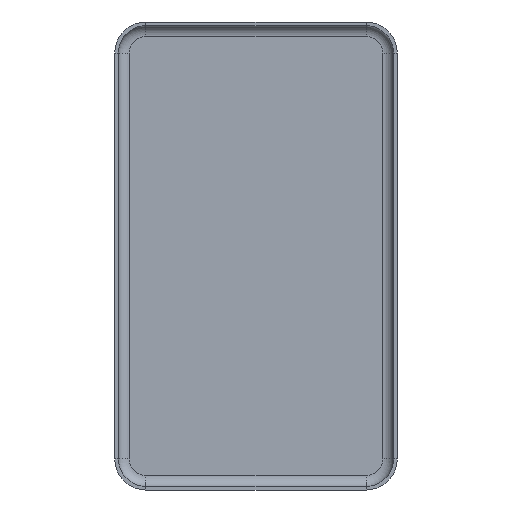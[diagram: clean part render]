
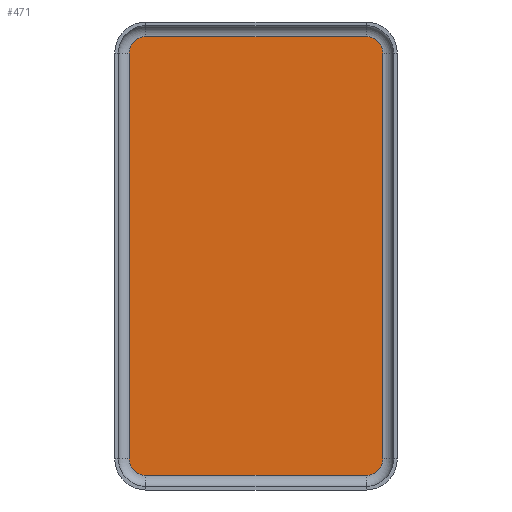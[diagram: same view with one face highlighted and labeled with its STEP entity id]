
A CAD part, front view. The second image highlights one B-rep face of the part: STEP entity #471.
In plain terms, the highlighted planar face has unit normal (0, -1, 0).
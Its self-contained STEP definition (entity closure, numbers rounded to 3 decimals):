
#6 = AXIS2_PLACEMENT_3D ( 'NONE', #179, #728, #275 ) ;
#14 = CARTESIAN_POINT ( 'NONE',  ( 6.04, -0.2, -12.02 ) ) ;
#45 = DIRECTION ( 'NONE',  ( 0., 1., 0. ) ) ;
#60 = CARTESIAN_POINT ( 'NONE',  ( 6.04, -0.2, -12.02 ) ) ;
#61 = CARTESIAN_POINT ( 'NONE',  ( -6.94, -0.2, -11.12 ) ) ;
#72 = LINE ( 'NONE', #604, #1032 ) ;
#74 = DIRECTION ( 'NONE',  ( 0., 0., 1. ) ) ;
#109 = CARTESIAN_POINT ( 'NONE',  ( -6.04, -0.2, 12.02 ) ) ;
#116 = AXIS2_PLACEMENT_3D ( 'NONE', #303, #474, #74 ) ;
#125 = CIRCLE ( 'NONE', #6, 0.9 ) ;
#155 = DIRECTION ( 'NONE',  ( 0., 0., -1. ) ) ;
#164 = VERTEX_POINT ( 'NONE', #587 ) ;
#168 = ORIENTED_EDGE ( 'NONE', *, *, #1012, .F. ) ;
#179 = CARTESIAN_POINT ( 'NONE',  ( -6.04, -0.2, -11.12 ) ) ;
#193 = EDGE_LOOP ( 'NONE', ( #929, #168, #532, #777, #696, #822, #792, #900 ) ) ;
#213 = CARTESIAN_POINT ( 'NONE',  ( -6.04, -0.2, 12.02 ) ) ;
#250 = EDGE_CURVE ( 'NONE', #1008, #729, #72, .T. ) ;
#275 = DIRECTION ( 'NONE',  ( 0., 0., 1. ) ) ;
#281 = LINE ( 'NONE', #61, #739 ) ;
#293 = EDGE_CURVE ( 'NONE', #318, #164, #281, .T. ) ;
#302 = AXIS2_PLACEMENT_3D ( 'NONE', #694, #45, #953 ) ;
#303 = CARTESIAN_POINT ( 'NONE',  ( 6.04, -0.2, -11.12 ) ) ;
#306 = EDGE_CURVE ( 'NONE', #1063, #808, #1158, .T. ) ;
#307 = DIRECTION ( 'NONE',  ( 0., 1., 0. ) ) ;
#318 = VERTEX_POINT ( 'NONE', #621 ) ;
#325 = VECTOR ( 'NONE', #617, 1000. ) ;
#342 = DIRECTION ( 'NONE',  ( 0., 0., 1. ) ) ;
#350 = EDGE_CURVE ( 'NONE', #729, #1063, #353, .T. ) ;
#351 = VERTEX_POINT ( 'NONE', #918 ) ;
#353 = CIRCLE ( 'NONE', #116, 0.9 ) ;
#435 = AXIS2_PLACEMENT_3D ( 'NONE', #470, #1176, #654 ) ;
#453 = EDGE_CURVE ( 'NONE', #808, #318, #125, .T. ) ;
#470 = CARTESIAN_POINT ( 'NONE',  ( 6.04, -0.2, 11.12 ) ) ;
#471 = ADVANCED_FACE ( 'NONE', ( #596 ), #549, .T. ) ;
#474 = DIRECTION ( 'NONE',  ( 0., 1., 0. ) ) ;
#490 = AXIS2_PLACEMENT_3D ( 'NONE', #755, #307, #667 ) ;
#497 = LINE ( 'NONE', #109, #1150 ) ;
#532 = ORIENTED_EDGE ( 'NONE', *, *, #680, .F. ) ;
#549 = PLANE ( 'NONE',  #435 ) ;
#587 = CARTESIAN_POINT ( 'NONE',  ( -6.94, -0.2, 11.12 ) ) ;
#596 = FACE_OUTER_BOUND ( 'NONE', #193, .T. ) ;
#604 = CARTESIAN_POINT ( 'NONE',  ( 6.94, -0.2, 11.12 ) ) ;
#617 = DIRECTION ( 'NONE',  ( -1., 0., 0. ) ) ;
#621 = CARTESIAN_POINT ( 'NONE',  ( -6.94, -0.2, -11.12 ) ) ;
#654 = DIRECTION ( 'NONE',  ( 0., 0., -1. ) ) ;
#667 = DIRECTION ( 'NONE',  ( 0., 0., 1. ) ) ;
#680 = EDGE_CURVE ( 'NONE', #164, #780, #944, .T. ) ;
#694 = CARTESIAN_POINT ( 'NONE',  ( -6.04, -0.2, 11.12 ) ) ;
#696 = ORIENTED_EDGE ( 'NONE', *, *, #453, .F. ) ;
#728 = DIRECTION ( 'NONE',  ( 0., 1., 0. ) ) ;
#729 = VERTEX_POINT ( 'NONE', #1039 ) ;
#739 = VECTOR ( 'NONE', #342, 1000. ) ;
#751 = CIRCLE ( 'NONE', #490, 0.9 ) ;
#755 = CARTESIAN_POINT ( 'NONE',  ( 6.04, -0.2, 11.12 ) ) ;
#777 = ORIENTED_EDGE ( 'NONE', *, *, #293, .F. ) ;
#780 = VERTEX_POINT ( 'NONE', #213 ) ;
#792 = ORIENTED_EDGE ( 'NONE', *, *, #350, .F. ) ;
#807 = EDGE_CURVE ( 'NONE', #351, #1008, #751, .T. ) ;
#808 = VERTEX_POINT ( 'NONE', #859 ) ;
#822 = ORIENTED_EDGE ( 'NONE', *, *, #306, .F. ) ;
#838 = DIRECTION ( 'NONE',  ( 1., 0., 0. ) ) ;
#859 = CARTESIAN_POINT ( 'NONE',  ( -6.04, -0.2, -12.02 ) ) ;
#900 = ORIENTED_EDGE ( 'NONE', *, *, #250, .F. ) ;
#909 = CARTESIAN_POINT ( 'NONE',  ( 6.94, -0.2, 11.12 ) ) ;
#918 = CARTESIAN_POINT ( 'NONE',  ( 6.04, -0.2, 12.02 ) ) ;
#929 = ORIENTED_EDGE ( 'NONE', *, *, #807, .F. ) ;
#944 = CIRCLE ( 'NONE', #302, 0.9 ) ;
#953 = DIRECTION ( 'NONE',  ( 0., 0., 1. ) ) ;
#1008 = VERTEX_POINT ( 'NONE', #909 ) ;
#1012 = EDGE_CURVE ( 'NONE', #780, #351, #497, .T. ) ;
#1032 = VECTOR ( 'NONE', #155, 1000. ) ;
#1039 = CARTESIAN_POINT ( 'NONE',  ( 6.94, -0.2, -11.12 ) ) ;
#1063 = VERTEX_POINT ( 'NONE', #14 ) ;
#1150 = VECTOR ( 'NONE', #838, 1000. ) ;
#1158 = LINE ( 'NONE', #60, #325 ) ;
#1176 = DIRECTION ( 'NONE',  ( 0., -1., 0. ) ) ;
